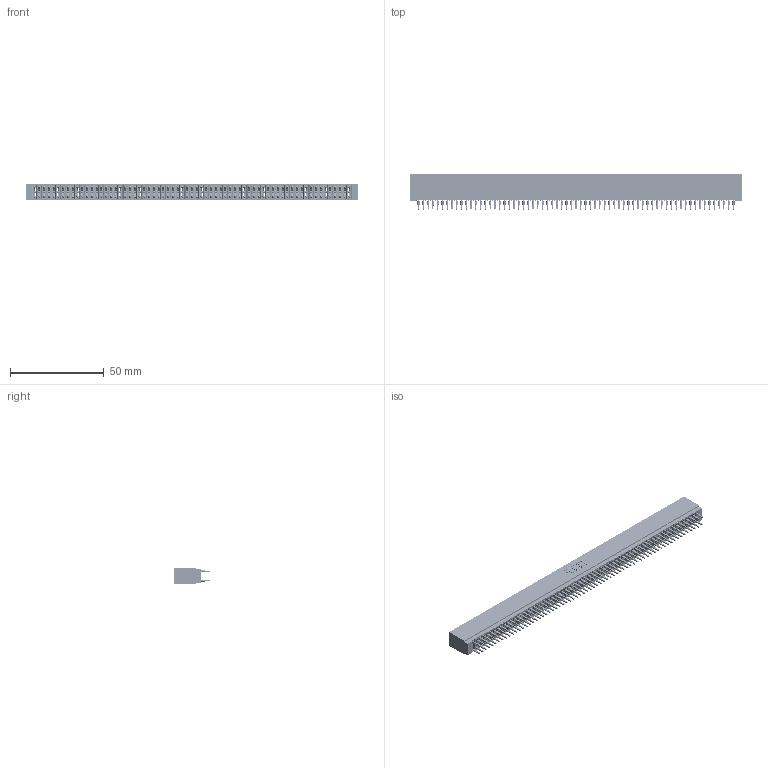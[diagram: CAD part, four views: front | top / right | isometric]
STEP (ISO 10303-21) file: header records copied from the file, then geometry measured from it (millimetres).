
FILE_DESCRIPTION (( 'STEP AP203' ), '1' );
FILE_NAME ('725-134-525-201.STEP', '2026-02-25T21:21:28', ( '' ), ( '' ), 'SwSTEP 2.0', 'SolidWorks 2023', '' );
FILE_SCHEMA (( 'CONFIG_CONTROL_DESIGN' ));
Length unit declared in the file: millimetre
Products named in the file (3): 745-292-001_525; 725 Part_Insulator Option - 01; 725-134-525-201
Assembly tree (135 placements, depth 2):
  725-134-525-201
    725 Part_Insulator Option - 01
    745-292-001_525  x134
Bounding box: 176.78 x 18.8 x 8.89 mm (x, y, z)
Volume: 13855.7 mm3; surface area: 29717.5 mm2
Topology: 135 solids, 135 shells, 12088 faces, 32481 edges, 20402 vertices
Faces by surface type: plane 6219, bspline 2680, cylinder 2385, torus 804
Entity records: 109347 total; most frequent: CARTESIAN_POINT 19459, ORIENTED_EDGE 18944, DIRECTION 16530, EDGE_CURVE 9472, VECTOR 8888, LINE 8888, VERTEX_POINT 6038, AXIS2_PLACEMENT_3D 3821
